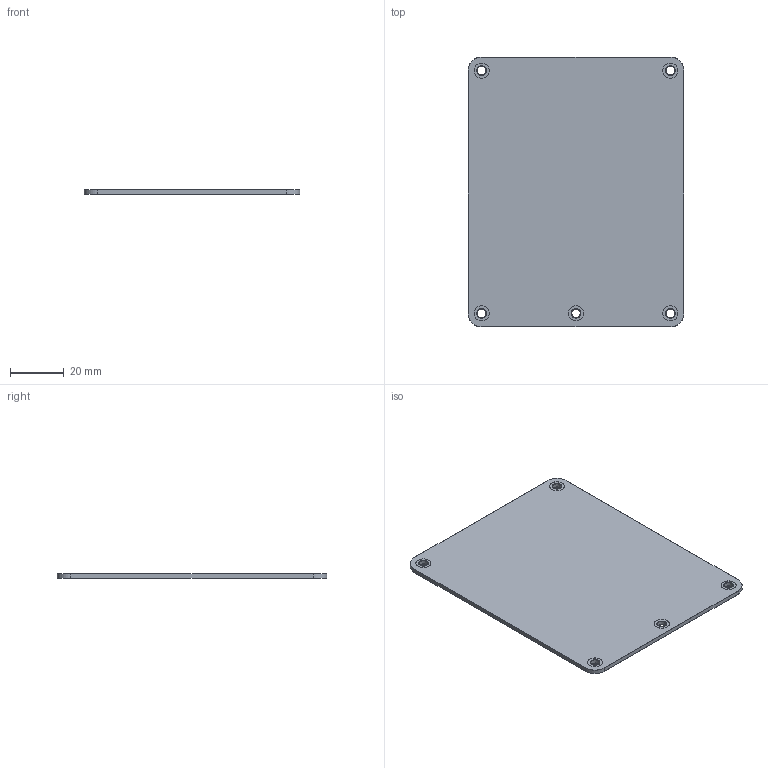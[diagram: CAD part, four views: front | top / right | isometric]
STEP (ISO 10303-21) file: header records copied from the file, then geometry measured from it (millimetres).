
FILE_DESCRIPTION(('KiCad electronic assembly'),'2;1');
FILE_NAME('bottom_plate.step','2025-05-10T21:49:30',('Pcbnew'),('Kicad') ,'Open CASCADE STEP processor 7.6','KiCad to STEP converter','Unknown' );
FILE_SCHEMA(('AUTOMOTIVE_DESIGN { 1 0 10303 214 1 1 1 1 }'));
Length unit declared in the file: millimetre
Products named in the file (4): bottom_plate 1; big_muff_pi_bottom_plate_pad; big_muff_pi_bottom_plate_soldermask; big_muff_pi_bottom_plate_PCB
Assembly tree (3 placements, depth 2):
  bottom_plate 1
    big_muff_pi_bottom_plate_pad
    big_muff_pi_bottom_plate_soldermask
    big_muff_pi_bottom_plate_PCB
Bounding box: 80 x 100 x 1.61 mm (x, y, z)
Volume: 11996.5 mm3; surface area: 32758.1 mm2
Topology: 26 solids, 28 shells, 117 faces, 231 edges, 168 vertices
Faces by surface type: cylinder 59, plane 58
Full cylindrical faces by diameter (mm): 3.15 x25, 3.2 x10, 3.6 x10, 5.6 x10
Entity records: 3455 total; most frequent: DIRECTION 609, CARTESIAN_POINT 520, ORIENTED_EDGE 420, AXIS2_PLACEMENT_3D 257, EDGE_CURVE 231, FACE_BOUND 187, EDGE_LOOP 187, VERTEX_POINT 168
